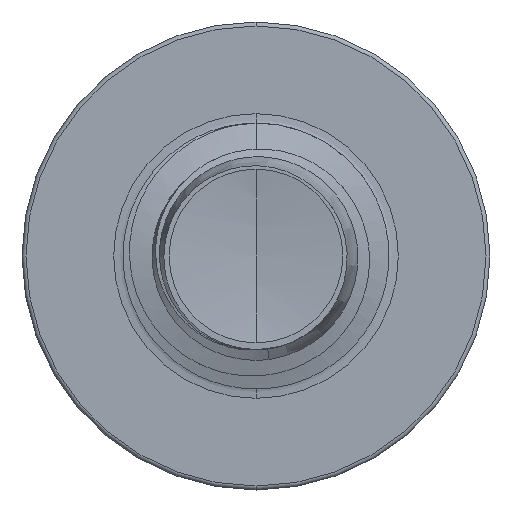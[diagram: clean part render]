
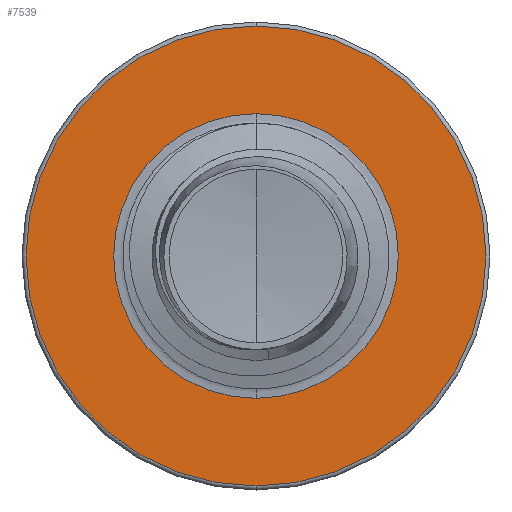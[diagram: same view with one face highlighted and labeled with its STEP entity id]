
A CAD part, front view. The second image highlights one B-rep face of the part: STEP entity #7539.
In plain terms, the highlighted planar face has unit normal (0, -1, 0).
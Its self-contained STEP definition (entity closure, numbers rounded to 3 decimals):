
#71 = DIRECTION ( 'NONE',  ( 0., 0., 1. ) ) ;
#576 = ORIENTED_EDGE ( 'NONE', *, *, #12086, .T. ) ;
#652 = DIRECTION ( 'NONE',  ( 0., 1., 0. ) ) ;
#1389 = CIRCLE ( 'NONE', #10624, 4.325 ) ;
#1443 = CARTESIAN_POINT ( 'NONE',  ( 0., 5., -4.325 ) ) ;
#1864 = PLANE ( 'NONE',  #11921 ) ;
#1881 = DIRECTION ( 'NONE',  ( 0., 1., 0. ) ) ;
#2221 = CIRCLE ( 'NONE', #6923, 2.677 ) ;
#2639 = CIRCLE ( 'NONE', #5821, 4.325 ) ;
#3650 = EDGE_CURVE ( 'NONE', #10737, #12290, #1389, .T. ) ;
#4147 = EDGE_CURVE ( 'NONE', #6098, #6378, #5940, .T. ) ;
#4235 = EDGE_CURVE ( 'NONE', #12290, #10737, #2639, .T. ) ;
#4448 = DIRECTION ( 'NONE',  ( 0., 1., 0. ) ) ;
#4557 = EDGE_LOOP ( 'NONE', ( #6173, #12125 ) ) ;
#4713 = FACE_BOUND ( 'NONE', #9922, .T. ) ;
#5091 = AXIS2_PLACEMENT_3D ( 'NONE', #11140, #4448, #12231 ) ;
#5821 = AXIS2_PLACEMENT_3D ( 'NONE', #8609, #1881, #9751 ) ;
#5837 = CARTESIAN_POINT ( 'NONE',  ( 0., 5., 4.325 ) ) ;
#5940 = CIRCLE ( 'NONE', #5091, 2.677 ) ;
#6098 = VERTEX_POINT ( 'NONE', #9071 ) ;
#6173 = ORIENTED_EDGE ( 'NONE', *, *, #4235, .F. ) ;
#6354 = DIRECTION ( 'NONE',  ( 0., 1., 0. ) ) ;
#6378 = VERTEX_POINT ( 'NONE', #7519 ) ;
#6524 = ORIENTED_EDGE ( 'NONE', *, *, #4147, .T. ) ;
#6769 = DIRECTION ( 'NONE',  ( 0., 1., 0. ) ) ;
#6923 = AXIS2_PLACEMENT_3D ( 'NONE', #13443, #6769, #71 ) ;
#7364 = CARTESIAN_POINT ( 'NONE',  ( 0., 5., 0. ) ) ;
#7452 = CARTESIAN_POINT ( 'NONE',  ( 0., 5., -2.677 ) ) ;
#7519 = CARTESIAN_POINT ( 'NONE',  ( 0., 5., 2.677 ) ) ;
#7539 = ADVANCED_FACE ( 'NONE', ( #10325, #4713 ), #1864, .F. ) ;
#8501 = DIRECTION ( 'NONE',  ( 0., 0., 1. ) ) ;
#8609 = CARTESIAN_POINT ( 'NONE',  ( 0., 5., 0. ) ) ;
#9071 = CARTESIAN_POINT ( 'NONE',  ( 0., 5., -2.677 ) ) ;
#9751 = DIRECTION ( 'NONE',  ( 0., 0., 1. ) ) ;
#9922 = EDGE_LOOP ( 'NONE', ( #576, #6524 ) ) ;
#10325 = FACE_OUTER_BOUND ( 'NONE', #4557, .T. ) ;
#10624 = AXIS2_PLACEMENT_3D ( 'NONE', #7364, #652, #8501 ) ;
#10737 = VERTEX_POINT ( 'NONE', #1443 ) ;
#11140 = CARTESIAN_POINT ( 'NONE',  ( 0., 5., 0. ) ) ;
#11921 = AXIS2_PLACEMENT_3D ( 'NONE', #7452, #6354, #14145 ) ;
#12086 = EDGE_CURVE ( 'NONE', #6378, #6098, #2221, .T. ) ;
#12125 = ORIENTED_EDGE ( 'NONE', *, *, #3650, .F. ) ;
#12231 = DIRECTION ( 'NONE',  ( 0., 0., 1. ) ) ;
#12290 = VERTEX_POINT ( 'NONE', #5837 ) ;
#13443 = CARTESIAN_POINT ( 'NONE',  ( 0., 5., 0. ) ) ;
#14145 = DIRECTION ( 'NONE',  ( 0., 0., 1. ) ) ;
